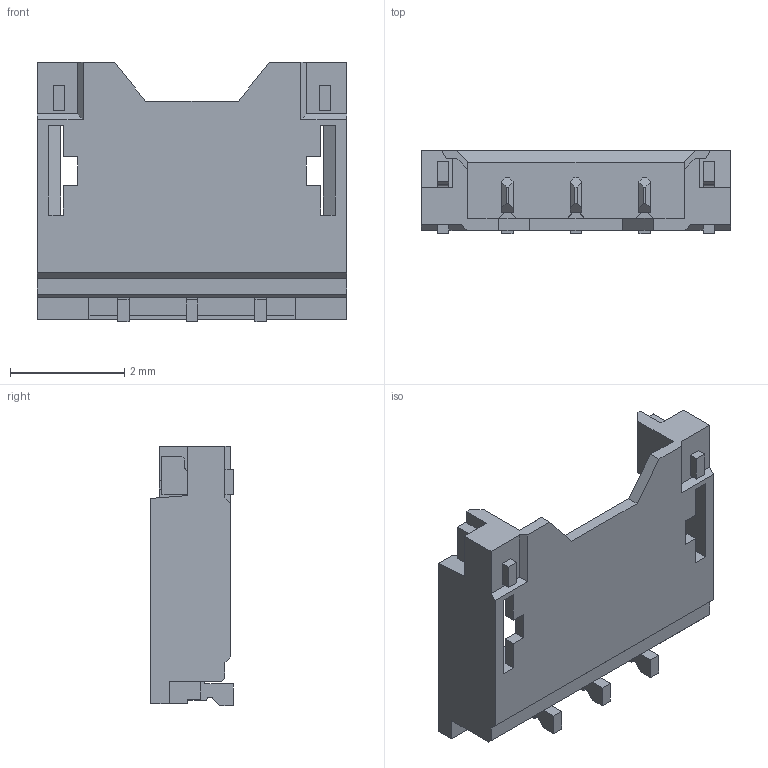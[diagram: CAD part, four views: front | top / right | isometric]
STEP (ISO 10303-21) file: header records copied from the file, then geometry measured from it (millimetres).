
FILE_DESCRIPTION(('CAx-IF Rec.Pracs.---Model Styling and Organization---1.5---2016-08-15','CAx-IF Rec.Pracs.---Geometric and Assembly Validation Properties---4.4---2016-08-17','CAx-IF Rec.Pracs.---User Defined Attributes---1.5---2016-08-15','CAx-IF Rec.Pracs.---External References---2.1---2005-01-19'),'2;1');
FILE_NAME('239565.step','2023-12-08T12:04:41',('Unspecified'),('Unspecified'),'CAD Exchanger 3.10.2 (cadexchanger.com)','Unspecified','');
FILE_SCHEMA(('AUTOMOTIVE_DESIGN { 1 0 10303 214 1 1 1 1 }'));
Length unit declared in the file: millimetre
Products named in the file (1): 781710003
Bounding box: 5.4 x 1.45 x 4.53 mm (x, y, z)
Volume: 12.1 mm3; surface area: 92.1 mm2
Topology: 1 solids, 1 shells, 203 faces, 601 edges, 406 vertices
Faces by surface type: plane 198, cylinder 5
Entity records: 6652 total; most frequent: CARTESIAN_POINT 1211, ORIENTED_EDGE 1156, DIRECTION 1019, EDGE_CURVE 601, LINE 591, VECTOR 591, VERTEX_POINT 406, AXIS2_PLACEMENT_3D 214
